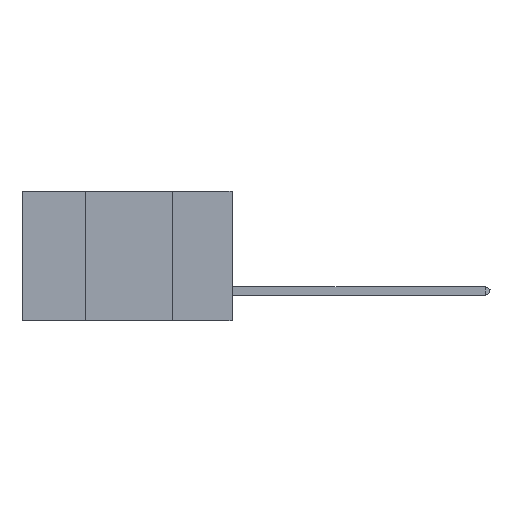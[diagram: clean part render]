
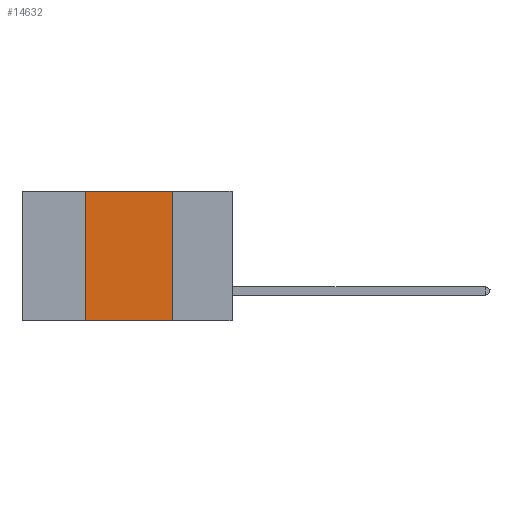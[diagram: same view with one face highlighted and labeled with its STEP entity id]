
A CAD part, left-side view. The second image highlights one B-rep face of the part: STEP entity #14632.
In plain terms, the highlighted planar face has unit normal (-1, 0, 0).
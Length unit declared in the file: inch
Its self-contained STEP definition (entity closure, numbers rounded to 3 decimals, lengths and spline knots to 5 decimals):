
#80 = EDGE_CURVE ( 'NONE', #24786, #4998, #19394, .T. ) ;
#256 = ORIENTED_EDGE ( 'NONE', *, *, #80, .F. ) ;
#758 = DIRECTION ( 'NONE',  ( 0., -1., 0. ) ) ;
#1798 = CARTESIAN_POINT ( 'NONE',  ( 0., 0.42, 0. ) ) ;
#2043 = EDGE_CURVE ( 'NONE', #12946, #24786, #19008, .T. ) ;
#2417 = VECTOR ( 'NONE', #15742, 39.37008 ) ;
#2538 = FACE_OUTER_BOUND ( 'NONE', #13833, .T. ) ;
#2993 = CARTESIAN_POINT ( 'NONE',  ( 0., 0.42, -0.37 ) ) ;
#4998 = VERTEX_POINT ( 'NONE', #21736 ) ;
#5302 = VECTOR ( 'NONE', #9130, 39.37008 ) ;
#5349 = VERTEX_POINT ( 'NONE', #2993 ) ;
#6201 = CARTESIAN_POINT ( 'NONE',  ( 0., 0.17, 0. ) ) ;
#9112 = EDGE_CURVE ( 'NONE', #5349, #12946, #22678, .T. ) ;
#9130 = DIRECTION ( 'NONE',  ( 0., 0., -1. ) ) ;
#9520 = VECTOR ( 'NONE', #17247, 39.37008 ) ;
#10196 = CARTESIAN_POINT ( 'NONE',  ( 0., 0.6, -0.37 ) ) ;
#11968 = VECTOR ( 'NONE', #758, 39.37008 ) ;
#12599 = ORIENTED_EDGE ( 'NONE', *, *, #2043, .F. ) ;
#12826 = LINE ( 'NONE', #10196, #2417 ) ;
#12946 = VERTEX_POINT ( 'NONE', #1798 ) ;
#12988 = CARTESIAN_POINT ( 'NONE',  ( 0., 0.6, 0. ) ) ;
#13833 = EDGE_LOOP ( 'NONE', ( #256, #12599, #24713, #16009 ) ) ;
#14632 = ADVANCED_FACE ( 'NONE', ( #2538 ), #16677, .F. ) ;
#15742 = DIRECTION ( 'NONE',  ( 0., -1., 0. ) ) ;
#16009 = ORIENTED_EDGE ( 'NONE', *, *, #17042, .T. ) ;
#16153 = AXIS2_PLACEMENT_3D ( 'NONE', #12988, #19061, #18978 ) ;
#16677 = PLANE ( 'NONE',  #16153 ) ;
#16822 = CARTESIAN_POINT ( 'NONE',  ( 0., 0.17, 0. ) ) ;
#17042 = EDGE_CURVE ( 'NONE', #5349, #4998, #12826, .T. ) ;
#17247 = DIRECTION ( 'NONE',  ( 0., 0., 1. ) ) ;
#18978 = DIRECTION ( 'NONE',  ( 0., 0., -1. ) ) ;
#19008 = LINE ( 'NONE', #20170, #11968 ) ;
#19061 = DIRECTION ( 'NONE',  ( 1., 0., 0. ) ) ;
#19394 = LINE ( 'NONE', #16822, #5302 ) ;
#20170 = CARTESIAN_POINT ( 'NONE',  ( 0., 0.6, 0. ) ) ;
#20732 = CARTESIAN_POINT ( 'NONE',  ( 0., 0.42, 0. ) ) ;
#21736 = CARTESIAN_POINT ( 'NONE',  ( 0., 0.17, -0.37 ) ) ;
#22678 = LINE ( 'NONE', #20732, #9520 ) ;
#24713 = ORIENTED_EDGE ( 'NONE', *, *, #9112, .F. ) ;
#24786 = VERTEX_POINT ( 'NONE', #6201 ) ;
